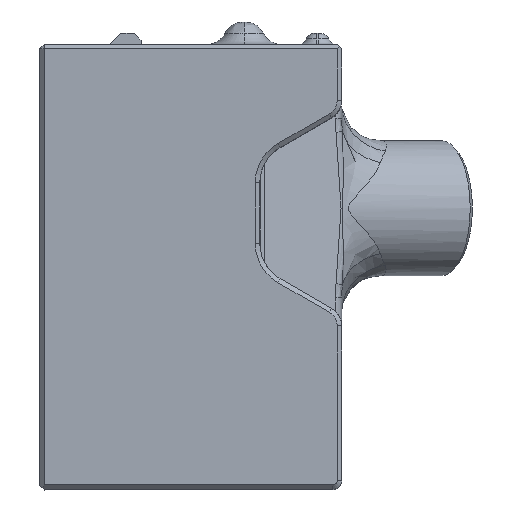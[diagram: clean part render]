
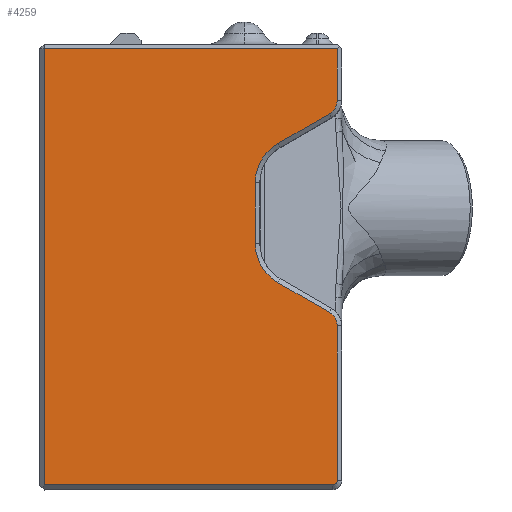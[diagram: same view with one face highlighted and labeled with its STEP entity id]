
A CAD part, top view. The second image highlights one B-rep face of the part: STEP entity #4259.
In plain terms, the highlighted planar face has unit normal (0, 0, 1).
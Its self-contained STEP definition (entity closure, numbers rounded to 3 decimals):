
#412=CIRCLE('',#4479,1.4);
#432=CIRCLE('',#4517,1.4);
#436=CIRCLE('',#4525,4.);
#439=CIRCLE('',#4531,4.);
#479=CIRCLE('',#4632,0.4);
#754=FACE_OUTER_BOUND('',#1021,.T.);
#1021=EDGE_LOOP('',(#3899,#3900,#3901,#3902,#3903,#3904,#3905,#3906,#3907,
#3908,#3909,#3910,#3911));
#1032=LINE('',#5856,#1349);
#1099=LINE('',#6308,#1416);
#1246=LINE('',#9726,#1563);
#1257=LINE('',#9820,#1574);
#1258=LINE('',#9822,#1575);
#1322=LINE('',#10648,#1639);
#1338=LINE('',#10725,#1655);
#1339=LINE('',#10727,#1656);
#1349=VECTOR('',#4705,1000.);
#1416=VECTOR('',#4926,1000.);
#1563=VECTOR('',#5409,1000.);
#1574=VECTOR('',#5440,1000.);
#1575=VECTOR('',#5443,1000.);
#1639=VECTOR('',#5749,10.);
#1655=VECTOR('',#5825,1000.);
#1656=VECTOR('',#5828,1000.);
#1665=VERTEX_POINT('',#5853);
#1666=VERTEX_POINT('',#5855);
#1753=VERTEX_POINT('',#6307);
#1901=VERTEX_POINT('',#8783);
#1902=VERTEX_POINT('',#8785);
#1935=VERTEX_POINT('',#9713);
#1939=VERTEX_POINT('',#9725);
#1940=VERTEX_POINT('',#9731);
#1947=VERTEX_POINT('',#9814);
#1948=VERTEX_POINT('',#9816);
#2007=VERTEX_POINT('',#10579);
#2008=VERTEX_POINT('',#10581);
#2028=VERTEX_POINT('',#10647);
#2047=EDGE_CURVE('',#1666,#1665,#1032,.T.);
#2174=EDGE_CURVE('',#1753,#1666,#1099,.T.);
#2408=EDGE_CURVE('',#1902,#1901,#412,.T.);
#2464=EDGE_CURVE('',#1935,#1753,#432,.T.);
#2470=EDGE_CURVE('',#1939,#1935,#1246,.T.);
#2473=EDGE_CURVE('',#1940,#1939,#436,.T.);
#2487=EDGE_CURVE('',#1948,#1947,#439,.T.);
#2489=EDGE_CURVE('',#1901,#1948,#1257,.T.);
#2490=EDGE_CURVE('',#1947,#1940,#1258,.T.);
#2605=EDGE_CURVE('',#2007,#2008,#479,.T.);
#2635=EDGE_CURVE('',#2008,#2028,#1322,.T.);
#2662=EDGE_CURVE('',#1665,#2028,#1338,.T.);
#2663=EDGE_CURVE('',#2007,#1902,#1339,.T.);
#3899=ORIENTED_EDGE('',*,*,#2662,.T.);
#3900=ORIENTED_EDGE('',*,*,#2635,.F.);
#3901=ORIENTED_EDGE('',*,*,#2605,.F.);
#3902=ORIENTED_EDGE('',*,*,#2663,.T.);
#3903=ORIENTED_EDGE('',*,*,#2408,.T.);
#3904=ORIENTED_EDGE('',*,*,#2489,.T.);
#3905=ORIENTED_EDGE('',*,*,#2487,.T.);
#3906=ORIENTED_EDGE('',*,*,#2490,.T.);
#3907=ORIENTED_EDGE('',*,*,#2473,.T.);
#3908=ORIENTED_EDGE('',*,*,#2470,.T.);
#3909=ORIENTED_EDGE('',*,*,#2464,.T.);
#3910=ORIENTED_EDGE('',*,*,#2174,.T.);
#3911=ORIENTED_EDGE('',*,*,#2047,.T.);
#4006=PLANE('',#4685);
#4259=ADVANCED_FACE('',(#754),#4006,.T.);
#4479=AXIS2_PLACEMENT_3D('',#8786,#5302,#5303);
#4517=AXIS2_PLACEMENT_3D('',#9714,#5395,#5396);
#4525=AXIS2_PLACEMENT_3D('',#9732,#5416,#5417);
#4531=AXIS2_PLACEMENT_3D('',#9817,#5435,#5436);
#4632=AXIS2_PLACEMENT_3D('',#10582,#5688,#5689);
#4685=AXIS2_PLACEMENT_3D('',#10726,#5826,#5827);
#4705=DIRECTION('',(-1.,0.,0.));
#4926=DIRECTION('',(0.,1.,0.));
#5302=DIRECTION('center_axis',(0.,0.,
1.));
#5303=DIRECTION('ref_axis',(0.,-1.,0.));
#5395=DIRECTION('center_axis',(0.,0.,
1.));
#5396=DIRECTION('ref_axis',(0.,-1.,0.));
#5409=DIRECTION('',(0.866,0.5,0.));
#5416=DIRECTION('center_axis',(0.,0.,
-1.));
#5417=DIRECTION('ref_axis',(0.,-1.,0.));
#5435=DIRECTION('center_axis',(0.,0.,
-1.));
#5436=DIRECTION('ref_axis',(0.,-1.,0.));
#5440=DIRECTION('',(-0.866,0.5,0.));
#5443=DIRECTION('',(0.,1.,0.));
#5688=DIRECTION('center_axis',(0.,0.,
-1.));
#5689=DIRECTION('ref_axis',(0.707,-0.707,0.));
#5749=DIRECTION('',(-1.,0.,0.));
#5825=DIRECTION('',(0.,-1.,0.));
#5826=DIRECTION('center_axis',(0.,0.,
1.));
#5827=DIRECTION('ref_axis',(1.,0.,0.));
#5828=DIRECTION('',(0.,1.,0.));
#5853=CARTESIAN_POINT('',(44.3,-75.391,271.862));
#5855=CARTESIAN_POINT('',(70.3,-75.391,271.862));
#5856=CARTESIAN_POINT('',(68.35,-75.391,271.862));
#6307=CARTESIAN_POINT('',(70.3,-79.953,271.862));
#6308=CARTESIAN_POINT('',(70.3,-76.391,271.862));
#8783=CARTESIAN_POINT('',(69.6,-98.763,271.862));
#8785=CARTESIAN_POINT('',(70.3,-99.976,271.862));
#8786=CARTESIAN_POINT('Origin',(68.9,-99.976,271.862));
#9713=CARTESIAN_POINT('',(69.6,-81.165,271.862));
#9714=CARTESIAN_POINT('Origin',(68.9,-79.953,271.862));
#9725=CARTESIAN_POINT('',(65.035,-83.801,271.862));
#9726=CARTESIAN_POINT('',(69.6,-81.165,271.862));
#9731=CARTESIAN_POINT('',(63.035,-87.265,271.862));
#9732=CARTESIAN_POINT('Origin',(67.035,-87.265,271.862));
#9814=CARTESIAN_POINT('',(63.035,-92.663,271.862));
#9816=CARTESIAN_POINT('',(65.035,-96.128,271.862));
#9817=CARTESIAN_POINT('Origin',(67.035,-92.663,271.862));
#9820=CARTESIAN_POINT('',(65.035,-96.128,271.862));
#9822=CARTESIAN_POINT('',(63.035,-87.265,271.862));
#10579=CARTESIAN_POINT('',(70.3,-113.691,271.862));
#10581=CARTESIAN_POINT('',(69.9,-114.091,271.862));
#10582=CARTESIAN_POINT('Origin',(69.9,-113.691,271.862));
#10647=CARTESIAN_POINT('',(44.3,-114.091,271.862));
#10648=CARTESIAN_POINT('',(69.025,-114.091,271.862));
#10725=CARTESIAN_POINT('',(44.3,-95.741,271.862));
#10726=CARTESIAN_POINT('Origin',(68.35,-93.741,271.862));
#10727=CARTESIAN_POINT('',(70.3,-99.976,271.862));
